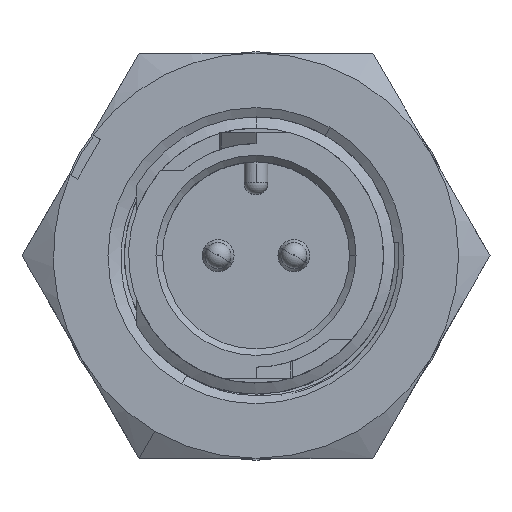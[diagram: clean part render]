
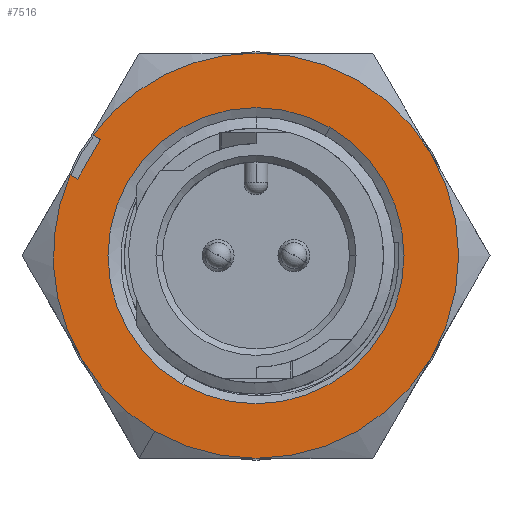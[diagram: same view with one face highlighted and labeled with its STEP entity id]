
A CAD part, top view. The second image highlights one B-rep face of the part: STEP entity #7516.
In plain terms, the highlighted planar face has unit normal (0, 0, 1).
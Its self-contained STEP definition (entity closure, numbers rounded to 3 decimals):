
#182 = CIRCLE ( 'NONE', #608, 7.874 ) ;
#245 = AXIS2_PLACEMENT_3D ( 'NONE', #6234, #13319, #12383 ) ;
#256 = CARTESIAN_POINT ( 'NONE',  ( 0., 0., 10.236 ) ) ;
#363 = AXIS2_PLACEMENT_3D ( 'NONE', #6909, #13185, #4895 ) ;
#401 = DIRECTION ( 'NONE',  ( -0.866, 0.5, 0. ) ) ;
#599 = CARTESIAN_POINT ( 'NONE',  ( 0., 0., 10.236 ) ) ;
#608 = AXIS2_PLACEMENT_3D ( 'NONE', #7929, #5907, #2747 ) ;
#659 = ORIENTED_EDGE ( 'NONE', *, *, #8003, .F. ) ;
#740 = DIRECTION ( 'NONE',  ( 0., 0., -1. ) ) ;
#887 = CARTESIAN_POINT ( 'NONE',  ( 6.819, 3.937, 10.236 ) ) ;
#1535 = EDGE_CURVE ( 'NONE', #1968, #5960, #5728, .T. ) ;
#1677 = LINE ( 'NONE', #4829, #12830 ) ;
#1936 = VERTEX_POINT ( 'NONE', #13084 ) ;
#1968 = VERTEX_POINT ( 'NONE', #8903 ) ;
#2348 = VERTEX_POINT ( 'NONE', #887 ) ;
#2593 = CARTESIAN_POINT ( 'NONE',  ( -7.22, 3.142, 10.236 ) ) ;
#2747 = DIRECTION ( 'NONE',  ( -0.5, -0.866, 0. ) ) ;
#2764 = VERTEX_POINT ( 'NONE', #12709 ) ;
#2932 = ORIENTED_EDGE ( 'NONE', *, *, #7530, .F. ) ;
#3221 = DIRECTION ( 'NONE',  ( 0., 0., -1. ) ) ;
#3266 = DIRECTION ( 'NONE',  ( 0., 0., -1. ) ) ;
#3351 = CIRCLE ( 'NONE', #10876, 7.874 ) ;
#3912 = EDGE_CURVE ( 'NONE', #3941, #10872, #182, .T. ) ;
#3941 = VERTEX_POINT ( 'NONE', #5772 ) ;
#4257 = LINE ( 'NONE', #5384, #4758 ) ;
#4317 = CARTESIAN_POINT ( 'NONE',  ( 0., 7.874, 10.236 ) ) ;
#4554 = CARTESIAN_POINT ( 'NONE',  ( 0., 0., 10.236 ) ) ;
#4656 = AXIS2_PLACEMENT_3D ( 'NONE', #8062, #740, #9012 ) ;
#4758 = VECTOR ( 'NONE', #8487, 1000. ) ;
#4829 = CARTESIAN_POINT ( 'NONE',  ( -8.185, 3.699, 10.236 ) ) ;
#4846 = EDGE_CURVE ( 'NONE', #5773, #7340, #5504, .T. ) ;
#4868 = ORIENTED_EDGE ( 'NONE', *, *, #7978, .F. ) ;
#4895 = DIRECTION ( 'NONE',  ( 0., -1., 0. ) ) ;
#5011 = CARTESIAN_POINT ( 'NONE',  ( -3.937, -6.819, 10.236 ) ) ;
#5298 = CIRCLE ( 'NONE', #4656, 5.753 ) ;
#5362 = DIRECTION ( 'NONE',  ( -0.5, -0.866, 0. ) ) ;
#5384 = CARTESIAN_POINT ( 'NONE',  ( -6.934, 2.977, 10.236 ) ) ;
#5504 = LINE ( 'NONE', #9624, #10510 ) ;
#5521 = AXIS2_PLACEMENT_3D ( 'NONE', #599, #5766, #6570 ) ;
#5525 = ORIENTED_EDGE ( 'NONE', *, *, #12447, .F. ) ;
#5728 = CIRCLE ( 'NONE', #5521, 7.874 ) ;
#5766 = DIRECTION ( 'NONE',  ( 0., 0., -1. ) ) ;
#5772 = CARTESIAN_POINT ( 'NONE',  ( -6.819, -3.937, 10.236 ) ) ;
#5773 = VERTEX_POINT ( 'NONE', #6025 ) ;
#5907 = DIRECTION ( 'NONE',  ( 0., 0., -1. ) ) ;
#5960 = VERTEX_POINT ( 'NONE', #5011 ) ;
#6025 = CARTESIAN_POINT ( 'NONE',  ( -6.045, 4.516, 10.236 ) ) ;
#6178 = CARTESIAN_POINT ( 'NONE',  ( 0., 0., 10.236 ) ) ;
#6215 = EDGE_CURVE ( 'NONE', #2348, #7689, #8690, .T. ) ;
#6234 = CARTESIAN_POINT ( 'NONE',  ( 0., 0., 10.236 ) ) ;
#6417 = DIRECTION ( 'NONE',  ( -0.5, -0.866, 0. ) ) ;
#6570 = DIRECTION ( 'NONE',  ( -0.5, -0.866, 0. ) ) ;
#6801 = AXIS2_PLACEMENT_3D ( 'NONE', #6178, #8342, #5362 ) ;
#6828 = DIRECTION ( 'NONE',  ( -0.5, -0.866, 0. ) ) ;
#6845 = ORIENTED_EDGE ( 'NONE', *, *, #7599, .F. ) ;
#6909 = CARTESIAN_POINT ( 'NONE',  ( 13.638, -7.874, 10.236 ) ) ;
#7011 = AXIS2_PLACEMENT_3D ( 'NONE', #9079, #11171, #8944 ) ;
#7340 = VERTEX_POINT ( 'NONE', #12087 ) ;
#7516 = ADVANCED_FACE ( 'NONE', ( #13052, #7854 ), #11036, .F. ) ;
#7530 = EDGE_CURVE ( 'NONE', #7689, #1968, #11110, .T. ) ;
#7582 = EDGE_CURVE ( 'NONE', #10420, #2764, #5298, .T. ) ;
#7599 = EDGE_CURVE ( 'NONE', #10872, #1936, #1677, .T. ) ;
#7689 = VERTEX_POINT ( 'NONE', #12118 ) ;
#7757 = DIRECTION ( 'NONE',  ( -0.5, -0.866, 0. ) ) ;
#7794 = ORIENTED_EDGE ( 'NONE', *, *, #12998, .F. ) ;
#7829 = ORIENTED_EDGE ( 'NONE', *, *, #6215, .F. ) ;
#7854 = FACE_OUTER_BOUND ( 'NONE', #10619, .T. ) ;
#7929 = CARTESIAN_POINT ( 'NONE',  ( 0., 0., 10.236 ) ) ;
#7978 = EDGE_CURVE ( 'NONE', #7340, #13206, #9157, .T. ) ;
#8003 = EDGE_CURVE ( 'NONE', #5960, #3941, #3351, .T. ) ;
#8062 = CARTESIAN_POINT ( 'NONE',  ( 0., 0., 10.236 ) ) ;
#8190 = CIRCLE ( 'NONE', #245, 7.874 ) ;
#8342 = DIRECTION ( 'NONE',  ( 0., 0., -1. ) ) ;
#8456 = EDGE_LOOP ( 'NONE', ( #10988, #11074 ) ) ;
#8487 = DIRECTION ( 'NONE',  ( 0.5, 0.866, 0. ) ) ;
#8690 = CIRCLE ( 'NONE', #13003, 7.874 ) ;
#8723 = DIRECTION ( 'NONE',  ( 0., 0., -1. ) ) ;
#8820 = CARTESIAN_POINT ( 'NONE',  ( -2.877, -4.982, 10.236 ) ) ;
#8903 = CARTESIAN_POINT ( 'NONE',  ( 0., -7.874, 10.236 ) ) ;
#8944 = DIRECTION ( 'NONE',  ( -0.5, -0.866, 0. ) ) ;
#9012 = DIRECTION ( 'NONE',  ( -0.5, -0.866, 0. ) ) ;
#9079 = CARTESIAN_POINT ( 'NONE',  ( 0., 0., 10.236 ) ) ;
#9144 = DIRECTION ( 'NONE',  ( 0.866, -0.5, 0. ) ) ;
#9157 = CIRCLE ( 'NONE', #6801, 7.874 ) ;
#9456 = ORIENTED_EDGE ( 'NONE', *, *, #4846, .F. ) ;
#9624 = CARTESIAN_POINT ( 'NONE',  ( -7.296, 5.239, 10.236 ) ) ;
#9758 = CIRCLE ( 'NONE', #10836, 5.753 ) ;
#10420 = VERTEX_POINT ( 'NONE', #8820 ) ;
#10481 = ORIENTED_EDGE ( 'NONE', *, *, #3912, .F. ) ;
#10510 = VECTOR ( 'NONE', #401, 1000. ) ;
#10619 = EDGE_LOOP ( 'NONE', ( #4868, #9456, #7794, #6845, #10481, #659, #11672, #2932, #7829, #5525 ) ) ;
#10836 = AXIS2_PLACEMENT_3D ( 'NONE', #4554, #8723, #6828 ) ;
#10872 = VERTEX_POINT ( 'NONE', #2593 ) ;
#10876 = AXIS2_PLACEMENT_3D ( 'NONE', #256, #3221, #7757 ) ;
#10913 = EDGE_CURVE ( 'NONE', #2764, #10420, #9758, .T. ) ;
#10988 = ORIENTED_EDGE ( 'NONE', *, *, #10913, .T. ) ;
#11036 = PLANE ( 'NONE',  #363 ) ;
#11074 = ORIENTED_EDGE ( 'NONE', *, *, #7582, .T. ) ;
#11110 = CIRCLE ( 'NONE', #7011, 7.874 ) ;
#11171 = DIRECTION ( 'NONE',  ( 0., 0., -1. ) ) ;
#11423 = CARTESIAN_POINT ( 'NONE',  ( 0., 0., 10.236 ) ) ;
#11672 = ORIENTED_EDGE ( 'NONE', *, *, #1535, .F. ) ;
#12087 = CARTESIAN_POINT ( 'NONE',  ( -6.331, 4.682, 10.236 ) ) ;
#12118 = CARTESIAN_POINT ( 'NONE',  ( 6.819, -3.937, 10.236 ) ) ;
#12383 = DIRECTION ( 'NONE',  ( -0.5, -0.866, 0. ) ) ;
#12447 = EDGE_CURVE ( 'NONE', #13206, #2348, #8190, .T. ) ;
#12709 = CARTESIAN_POINT ( 'NONE',  ( 2.877, 4.982, 10.236 ) ) ;
#12830 = VECTOR ( 'NONE', #9144, 1000. ) ;
#12998 = EDGE_CURVE ( 'NONE', #1936, #5773, #4257, .T. ) ;
#13003 = AXIS2_PLACEMENT_3D ( 'NONE', #11423, #3266, #6417 ) ;
#13052 = FACE_BOUND ( 'NONE', #8456, .T. ) ;
#13084 = CARTESIAN_POINT ( 'NONE',  ( -6.934, 2.977, 10.236 ) ) ;
#13185 = DIRECTION ( 'NONE',  ( 0., 0., -1. ) ) ;
#13206 = VERTEX_POINT ( 'NONE', #4317 ) ;
#13319 = DIRECTION ( 'NONE',  ( 0., 0., -1. ) ) ;
